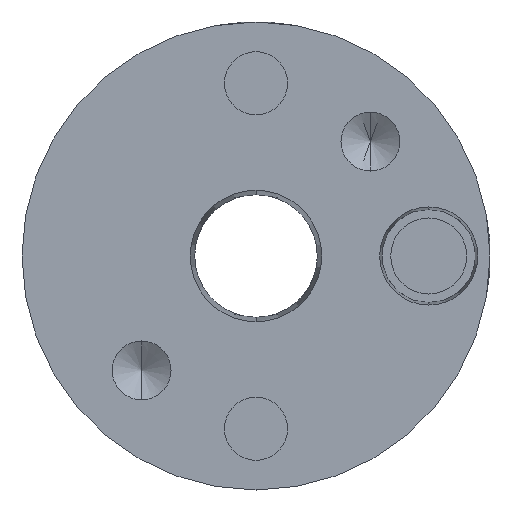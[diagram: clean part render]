
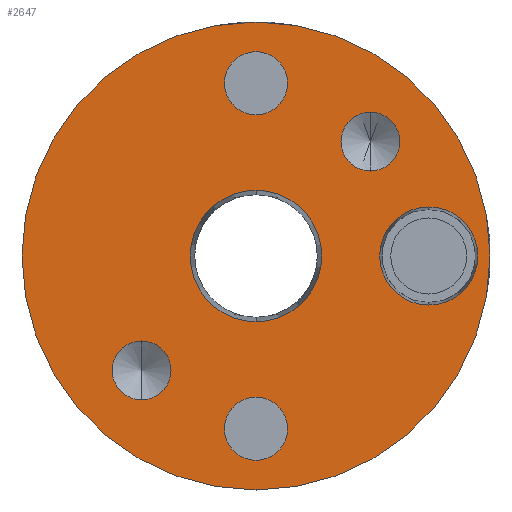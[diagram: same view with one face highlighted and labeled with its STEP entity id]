
A CAD part, front view. The second image highlights one B-rep face of the part: STEP entity #2647.
In plain terms, the highlighted planar face has unit normal (0, -1, 0).
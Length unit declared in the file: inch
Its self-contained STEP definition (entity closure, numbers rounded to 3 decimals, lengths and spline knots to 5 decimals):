
#33 = DIRECTION ( 'NONE',  ( 0., -1., 0. ) ) ;
#84 = CARTESIAN_POINT ( 'NONE',  ( 0., 0., 0. ) ) ;
#106 = DIRECTION ( 'NONE',  ( 0., 1., 0. ) ) ;
#158 = EDGE_CURVE ( 'NONE', #2605, #2399, #4775, .T. ) ;
#161 = EDGE_LOOP ( 'NONE', ( #4882, #1523 ) ) ;
#193 = CARTESIAN_POINT ( 'NONE',  ( 0., 0., -0.4495 ) ) ;
#255 = AXIS2_PLACEMENT_3D ( 'NONE', #2691, #3078, #4654 ) ;
#256 = PLANE ( 'NONE',  #1244 ) ;
#261 = CARTESIAN_POINT ( 'NONE',  ( 0., 0., 0. ) ) ;
#289 = CARTESIAN_POINT ( 'NONE',  ( -0.36416, 0., -0.27041 ) ) ;
#342 = CARTESIAN_POINT ( 'NONE',  ( 0., 0., 0.55 ) ) ;
#376 = CARTESIAN_POINT ( 'NONE',  ( -0.36416, 0., -0.36416 ) ) ;
#387 = AXIS2_PLACEMENT_3D ( 'NONE', #1753, #984, #2142 ) ;
#419 = CIRCLE ( 'NONE', #4438, 0.745 ) ;
#440 = VERTEX_POINT ( 'NONE', #1299 ) ;
#469 = CIRCLE ( 'NONE', #3213, 0.1005 ) ;
#696 = CIRCLE ( 'NONE', #2581, 0.09375 ) ;
#698 = FACE_BOUND ( 'NONE', #3126, .T. ) ;
#700 = DIRECTION ( 'NONE',  ( 0., -1., 0. ) ) ;
#711 = CARTESIAN_POINT ( 'NONE',  ( 0.36416, 0., 0.45791 ) ) ;
#730 = VERTEX_POINT ( 'NONE', #2648 ) ;
#794 = CIRCLE ( 'NONE', #2136, 0.09375 ) ;
#839 = EDGE_LOOP ( 'NONE', ( #3147, #4461 ) ) ;
#915 = CARTESIAN_POINT ( 'NONE',  ( 0., 0., -0.6505 ) ) ;
#957 = CARTESIAN_POINT ( 'NONE',  ( 0., 0., -0.20931 ) ) ;
#960 = EDGE_CURVE ( 'NONE', #2624, #3838, #3894, .T. ) ;
#984 = DIRECTION ( 'NONE',  ( 0., -1., 0. ) ) ;
#1006 = CARTESIAN_POINT ( 'NONE',  ( 0.55, 0., 0. ) ) ;
#1047 = DIRECTION ( 'NONE',  ( 0., 0., -1. ) ) ;
#1160 = ORIENTED_EDGE ( 'NONE', *, *, #4097, .F. ) ;
#1244 = AXIS2_PLACEMENT_3D ( 'NONE', #1879, #33, #1526 ) ;
#1299 = CARTESIAN_POINT ( 'NONE',  ( 0., 0., 0.6505 ) ) ;
#1325 = DIRECTION ( 'NONE',  ( 0., -1., 0. ) ) ;
#1374 = CARTESIAN_POINT ( 'NONE',  ( 0.36416, 0., 0.36416 ) ) ;
#1404 = CIRCLE ( 'NONE', #4230, 0.15625 ) ;
#1422 = VERTEX_POINT ( 'NONE', #3499 ) ;
#1484 = FACE_BOUND ( 'NONE', #4641, .T. ) ;
#1523 = ORIENTED_EDGE ( 'NONE', *, *, #1624, .F. ) ;
#1526 = DIRECTION ( 'NONE',  ( 0., 0., -1. ) ) ;
#1585 = CIRCLE ( 'NONE', #255, 0.15625 ) ;
#1593 = VERTEX_POINT ( 'NONE', #1740 ) ;
#1610 = DIRECTION ( 'NONE',  ( 0., 0., 1. ) ) ;
#1624 = EDGE_CURVE ( 'NONE', #1811, #4325, #2808, .T. ) ;
#1740 = CARTESIAN_POINT ( 'NONE',  ( 0., 0., 0.745 ) ) ;
#1753 = CARTESIAN_POINT ( 'NONE',  ( 0., 0., -0.55 ) ) ;
#1764 = DIRECTION ( 'NONE',  ( 0., 1., 0. ) ) ;
#1770 = ORIENTED_EDGE ( 'NONE', *, *, #4247, .F. ) ;
#1811 = VERTEX_POINT ( 'NONE', #2749 ) ;
#1864 = DIRECTION ( 'NONE',  ( 0., 0., -1. ) ) ;
#1871 = DIRECTION ( 'NONE',  ( 0., -1., 0. ) ) ;
#1879 = CARTESIAN_POINT ( 'NONE',  ( 0., 0., 0. ) ) ;
#1891 = CARTESIAN_POINT ( 'NONE',  ( 0., 0., -0.55 ) ) ;
#1937 = ORIENTED_EDGE ( 'NONE', *, *, #4773, .F. ) ;
#1992 = EDGE_CURVE ( 'NONE', #1422, #730, #1404, .T. ) ;
#2010 = EDGE_CURVE ( 'NONE', #2399, #2605, #3292, .T. ) ;
#2049 = CARTESIAN_POINT ( 'NONE',  ( -0.36416, 0., -0.45791 ) ) ;
#2081 = DIRECTION ( 'NONE',  ( 0., 0., -1. ) ) ;
#2117 = DIRECTION ( 'NONE',  ( 0., -1., 0. ) ) ;
#2136 = AXIS2_PLACEMENT_3D ( 'NONE', #4825, #3392, #4850 ) ;
#2139 = EDGE_CURVE ( 'NONE', #2868, #4580, #3531, .T. ) ;
#2142 = DIRECTION ( 'NONE',  ( 0., 0., -1. ) ) ;
#2149 = AXIS2_PLACEMENT_3D ( 'NONE', #84, #106, #1610 ) ;
#2169 = FACE_OUTER_BOUND ( 'NONE', #3879, .T. ) ;
#2172 = DIRECTION ( 'NONE',  ( 0., 0., 1. ) ) ;
#2199 = ORIENTED_EDGE ( 'NONE', *, *, #2010, .F. ) ;
#2222 = CIRCLE ( 'NONE', #3092, 0.20931 ) ;
#2399 = VERTEX_POINT ( 'NONE', #193 ) ;
#2401 = ORIENTED_EDGE ( 'NONE', *, *, #960, .F. ) ;
#2481 = CIRCLE ( 'NONE', #3763, 0.1005 ) ;
#2514 = FACE_BOUND ( 'NONE', #161, .T. ) ;
#2527 = EDGE_LOOP ( 'NONE', ( #4331, #2401 ) ) ;
#2539 = DIRECTION ( 'NONE',  ( 0., 0., -1. ) ) ;
#2544 = DIRECTION ( 'NONE',  ( 0., -1., 0. ) ) ;
#2581 = AXIS2_PLACEMENT_3D ( 'NONE', #376, #1871, #3041 ) ;
#2605 = VERTEX_POINT ( 'NONE', #915 ) ;
#2610 = FACE_BOUND ( 'NONE', #2527, .T. ) ;
#2624 = VERTEX_POINT ( 'NONE', #289 ) ;
#2636 = AXIS2_PLACEMENT_3D ( 'NONE', #1891, #3776, #3061 ) ;
#2647 = ADVANCED_FACE ( 'NONE', ( #2610, #698, #3362, #1484, #2994, #2514, #2169 ), #256, .T. ) ;
#2648 = CARTESIAN_POINT ( 'NONE',  ( 0.55, 0., 0.15625 ) ) ;
#2691 = CARTESIAN_POINT ( 'NONE',  ( 0.55, 0., 0. ) ) ;
#2749 = CARTESIAN_POINT ( 'NONE',  ( 0., 0., 0.20931 ) ) ;
#2757 = DIRECTION ( 'NONE',  ( 0., 0., -1. ) ) ;
#2778 = CARTESIAN_POINT ( 'NONE',  ( 0.36416, 0., 0.27041 ) ) ;
#2805 = DIRECTION ( 'NONE',  ( 0., 0., -1. ) ) ;
#2808 = CIRCLE ( 'NONE', #4390, 0.20931 ) ;
#2811 = ORIENTED_EDGE ( 'NONE', *, *, #4752, .F. ) ;
#2868 = VERTEX_POINT ( 'NONE', #711 ) ;
#2920 = CARTESIAN_POINT ( 'NONE',  ( 0., 0., 0.55 ) ) ;
#2982 = ORIENTED_EDGE ( 'NONE', *, *, #158, .F. ) ;
#2994 = FACE_BOUND ( 'NONE', #839, .T. ) ;
#3015 = ORIENTED_EDGE ( 'NONE', *, *, #2139, .F. ) ;
#3041 = DIRECTION ( 'NONE',  ( 0., 0., -1. ) ) ;
#3045 = EDGE_CURVE ( 'NONE', #730, #1422, #1585, .T. ) ;
#3061 = DIRECTION ( 'NONE',  ( 0., 0., -1. ) ) ;
#3078 = DIRECTION ( 'NONE',  ( 0., -1., 0. ) ) ;
#3092 = AXIS2_PLACEMENT_3D ( 'NONE', #3283, #700, #2539 ) ;
#3119 = ORIENTED_EDGE ( 'NONE', *, *, #3154, .F. ) ;
#3126 = EDGE_LOOP ( 'NONE', ( #3119, #3015 ) ) ;
#3147 = ORIENTED_EDGE ( 'NONE', *, *, #1992, .F. ) ;
#3154 = EDGE_CURVE ( 'NONE', #4580, #2868, #794, .T. ) ;
#3213 = AXIS2_PLACEMENT_3D ( 'NONE', #2920, #4432, #1047 ) ;
#3239 = VERTEX_POINT ( 'NONE', #4576 ) ;
#3283 = CARTESIAN_POINT ( 'NONE',  ( 0., 0., 0. ) ) ;
#3292 = CIRCLE ( 'NONE', #387, 0.1005 ) ;
#3362 = FACE_BOUND ( 'NONE', #4050, .T. ) ;
#3392 = DIRECTION ( 'NONE',  ( 0., -1., 0. ) ) ;
#3438 = CARTESIAN_POINT ( 'NONE',  ( -0.36416, 0., -0.36416 ) ) ;
#3470 = VERTEX_POINT ( 'NONE', #4293 ) ;
#3499 = CARTESIAN_POINT ( 'NONE',  ( 0.55, 0., -0.15625 ) ) ;
#3531 = CIRCLE ( 'NONE', #4489, 0.09375 ) ;
#3763 = AXIS2_PLACEMENT_3D ( 'NONE', #342, #2544, #1864 ) ;
#3776 = DIRECTION ( 'NONE',  ( 0., -1., 0. ) ) ;
#3838 = VERTEX_POINT ( 'NONE', #2049 ) ;
#3879 = EDGE_LOOP ( 'NONE', ( #1770, #1160 ) ) ;
#3894 = CIRCLE ( 'NONE', #3971, 0.09375 ) ;
#3971 = AXIS2_PLACEMENT_3D ( 'NONE', #3438, #4652, #2757 ) ;
#3988 = DIRECTION ( 'NONE',  ( 0., -1., 0. ) ) ;
#4050 = EDGE_LOOP ( 'NONE', ( #1937, #2811 ) ) ;
#4055 = EDGE_CURVE ( 'NONE', #4325, #1811, #2222, .T. ) ;
#4097 = EDGE_CURVE ( 'NONE', #3470, #1593, #419, .T. ) ;
#4230 = AXIS2_PLACEMENT_3D ( 'NONE', #1006, #2117, #2805 ) ;
#4247 = EDGE_CURVE ( 'NONE', #1593, #3470, #4596, .T. ) ;
#4293 = CARTESIAN_POINT ( 'NONE',  ( 0., 0., -0.745 ) ) ;
#4325 = VERTEX_POINT ( 'NONE', #957 ) ;
#4331 = ORIENTED_EDGE ( 'NONE', *, *, #4678, .F. ) ;
#4390 = AXIS2_PLACEMENT_3D ( 'NONE', #4722, #3988, #4749 ) ;
#4432 = DIRECTION ( 'NONE',  ( 0., -1., 0. ) ) ;
#4438 = AXIS2_PLACEMENT_3D ( 'NONE', #261, #1764, #2172 ) ;
#4461 = ORIENTED_EDGE ( 'NONE', *, *, #3045, .F. ) ;
#4489 = AXIS2_PLACEMENT_3D ( 'NONE', #1374, #1325, #2081 ) ;
#4576 = CARTESIAN_POINT ( 'NONE',  ( 0., 0., 0.4495 ) ) ;
#4580 = VERTEX_POINT ( 'NONE', #2778 ) ;
#4596 = CIRCLE ( 'NONE', #2149, 0.745 ) ;
#4641 = EDGE_LOOP ( 'NONE', ( #2982, #2199 ) ) ;
#4652 = DIRECTION ( 'NONE',  ( 0., -1., 0. ) ) ;
#4654 = DIRECTION ( 'NONE',  ( 0., 0., -1. ) ) ;
#4678 = EDGE_CURVE ( 'NONE', #3838, #2624, #696, .T. ) ;
#4722 = CARTESIAN_POINT ( 'NONE',  ( 0., 0., 0. ) ) ;
#4749 = DIRECTION ( 'NONE',  ( 0., 0., -1. ) ) ;
#4752 = EDGE_CURVE ( 'NONE', #440, #3239, #469, .T. ) ;
#4773 = EDGE_CURVE ( 'NONE', #3239, #440, #2481, .T. ) ;
#4775 = CIRCLE ( 'NONE', #2636, 0.1005 ) ;
#4825 = CARTESIAN_POINT ( 'NONE',  ( 0.36416, 0., 0.36416 ) ) ;
#4850 = DIRECTION ( 'NONE',  ( 0., 0., -1. ) ) ;
#4882 = ORIENTED_EDGE ( 'NONE', *, *, #4055, .F. ) ;
